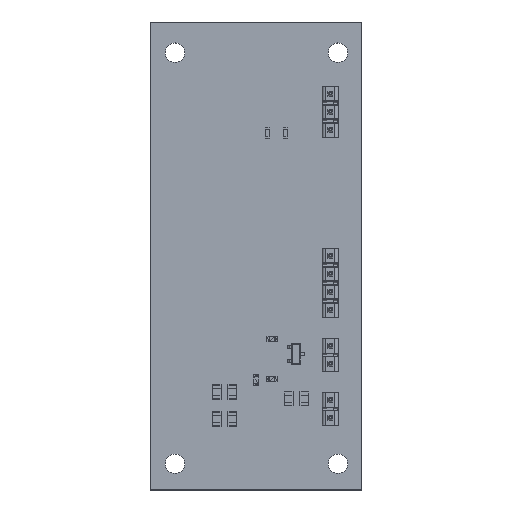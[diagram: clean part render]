
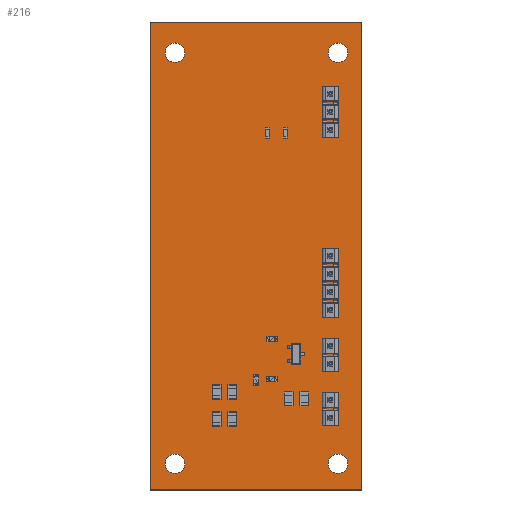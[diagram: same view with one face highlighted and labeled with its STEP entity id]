
A CAD part, top view. The second image highlights one B-rep face of the part: STEP entity #216.
In plain terms, the highlighted planar face has unit normal (0, 0, 1).
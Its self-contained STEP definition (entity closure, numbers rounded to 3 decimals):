
#97 = VERTEX_POINT('',#98);
#98 = CARTESIAN_POINT('',(0.,66.04,0.));
#115 = VERTEX_POINT('',#116);
#116 = CARTESIAN_POINT('',(29.845,66.04,0.));
#122 = EDGE_CURVE('',#97,#115,#123,.T.);
#123 = LINE('',#124,#125);
#124 = CARTESIAN_POINT('',(0.,66.04,0.));
#125 = VECTOR('',#126,1.);
#126 = DIRECTION('',(1.,0.,0.));
#146 = VERTEX_POINT('',#147);
#147 = CARTESIAN_POINT('',(29.845,0.,0.));
#153 = EDGE_CURVE('',#115,#146,#154,.T.);
#154 = LINE('',#155,#156);
#155 = CARTESIAN_POINT('',(29.845,66.04,0.));
#156 = VECTOR('',#157,1.);
#157 = DIRECTION('',(0.,-1.,0.));
#177 = VERTEX_POINT('',#178);
#178 = CARTESIAN_POINT('',(0.,0.,0.));
#184 = EDGE_CURVE('',#146,#177,#185,.T.);
#185 = LINE('',#186,#187);
#186 = CARTESIAN_POINT('',(29.845,0.,0.));
#187 = VECTOR('',#188,1.);
#188 = DIRECTION('',(-1.,0.,0.));
#206 = EDGE_CURVE('',#177,#97,#207,.T.);
#207 = LINE('',#208,#209);
#208 = CARTESIAN_POINT('',(0.,0.,0.));
#209 = VECTOR('',#210,1.);
#210 = DIRECTION('',(0.,1.,0.));
#216 = ADVANCED_FACE('',(#217,#223,#234,#245,#256),#267,.T.);
#217 = FACE_BOUND('',#218,.F.);
#218 = EDGE_LOOP('',(#219,#220,#221,#222));
#219 = ORIENTED_EDGE('',*,*,#122,.T.);
#220 = ORIENTED_EDGE('',*,*,#153,.T.);
#221 = ORIENTED_EDGE('',*,*,#184,.T.);
#222 = ORIENTED_EDGE('',*,*,#206,.T.);
#223 = FACE_BOUND('',#224,.T.);
#224 = EDGE_LOOP('',(#225));
#225 = ORIENTED_EDGE('',*,*,#226,.T.);
#226 = EDGE_CURVE('',#227,#227,#229,.T.);
#227 = VERTEX_POINT('',#228);
#228 = CARTESIAN_POINT('',(4.868,3.702,0.));
#229 = CIRCLE('',#230,1.375);
#230 = AXIS2_PLACEMENT_3D('',#231,#232,#233);
#231 = CARTESIAN_POINT('',(3.493,3.702,0.));
#232 = DIRECTION('',(0.,0.,-1.));
#233 = DIRECTION('',(1.,0.,0.));
#234 = FACE_BOUND('',#235,.T.);
#235 = EDGE_LOOP('',(#236));
#236 = ORIENTED_EDGE('',*,*,#237,.T.);
#237 = EDGE_CURVE('',#238,#238,#240,.T.);
#238 = VERTEX_POINT('',#239);
#239 = CARTESIAN_POINT('',(27.868,3.702,0.));
#240 = CIRCLE('',#241,1.375);
#241 = AXIS2_PLACEMENT_3D('',#242,#243,#244);
#242 = CARTESIAN_POINT('',(26.493,3.702,0.));
#243 = DIRECTION('',(0.,0.,-1.));
#244 = DIRECTION('',(1.,0.,0.));
#245 = FACE_BOUND('',#246,.T.);
#246 = EDGE_LOOP('',(#247));
#247 = ORIENTED_EDGE('',*,*,#248,.T.);
#248 = EDGE_CURVE('',#249,#249,#251,.T.);
#249 = VERTEX_POINT('',#250);
#250 = CARTESIAN_POINT('',(27.868,61.702,0.));
#251 = CIRCLE('',#252,1.375);
#252 = AXIS2_PLACEMENT_3D('',#253,#254,#255);
#253 = CARTESIAN_POINT('',(26.493,61.702,0.));
#254 = DIRECTION('',(0.,0.,-1.));
#255 = DIRECTION('',(1.,0.,0.));
#256 = FACE_BOUND('',#257,.T.);
#257 = EDGE_LOOP('',(#258));
#258 = ORIENTED_EDGE('',*,*,#259,.T.);
#259 = EDGE_CURVE('',#260,#260,#262,.T.);
#260 = VERTEX_POINT('',#261);
#261 = CARTESIAN_POINT('',(4.868,61.702,0.));
#262 = CIRCLE('',#263,1.375);
#263 = AXIS2_PLACEMENT_3D('',#264,#265,#266);
#264 = CARTESIAN_POINT('',(3.493,61.702,0.));
#265 = DIRECTION('',(0.,0.,-1.));
#266 = DIRECTION('',(1.,0.,0.));
#267 = PLANE('',#268);
#268 = AXIS2_PLACEMENT_3D('',#269,#270,#271);
#269 = CARTESIAN_POINT('',(0.,66.04,0.));
#270 = DIRECTION('',(0.,0.,1.));
#271 = DIRECTION('',(1.,0.,0.));
